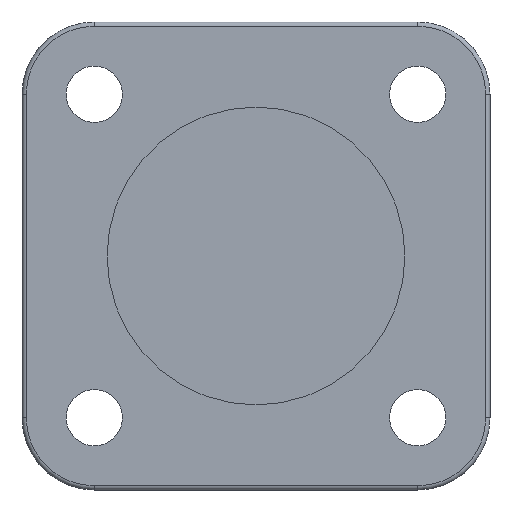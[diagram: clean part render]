
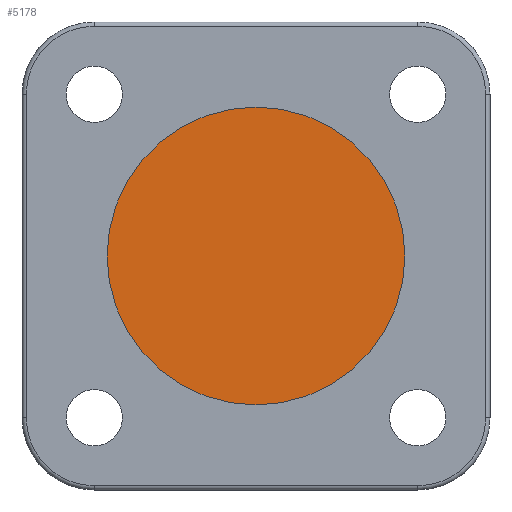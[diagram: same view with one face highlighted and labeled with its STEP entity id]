
A CAD part, front view. The second image highlights one B-rep face of the part: STEP entity #5178.
In plain terms, the highlighted planar face has unit normal (0, -1, 0).
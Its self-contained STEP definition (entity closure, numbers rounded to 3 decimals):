
#107 = EDGE_CURVE ( 'NONE', #5649, #953, #516, .T. ) ;
#281 = ORIENTED_EDGE ( 'NONE', *, *, #107, .T. ) ;
#432 = PLANE ( 'NONE',  #4898 ) ;
#516 = CIRCLE ( 'NONE', #3175, 17.5 ) ;
#953 = VERTEX_POINT ( 'NONE', #2438 ) ;
#1254 = DIRECTION ( 'NONE',  ( 0., 0., -1. ) ) ;
#1870 = CARTESIAN_POINT ( 'NONE',  ( 0., 5., 0. ) ) ;
#1939 = DIRECTION ( 'NONE',  ( 0., -1., 0. ) ) ;
#2438 = CARTESIAN_POINT ( 'NONE',  ( 0., 5., 17.5 ) ) ;
#2563 = CARTESIAN_POINT ( 'NONE',  ( 0., 5., 0. ) ) ;
#2821 = DIRECTION ( 'NONE',  ( 0., -1., 0. ) ) ;
#2921 = CIRCLE ( 'NONE', #5662, 17.5 ) ;
#2988 = DIRECTION ( 'NONE',  ( 0., -1., 0. ) ) ;
#3175 = AXIS2_PLACEMENT_3D ( 'NONE', #1870, #2988, #1254 ) ;
#3432 = ORIENTED_EDGE ( 'NONE', *, *, #4269, .T. ) ;
#3494 = CARTESIAN_POINT ( 'NONE',  ( 0., 5., 0. ) ) ;
#3800 = CARTESIAN_POINT ( 'NONE',  ( 0., 5., -17.5 ) ) ;
#3934 = EDGE_LOOP ( 'NONE', ( #281, #3432 ) ) ;
#4269 = EDGE_CURVE ( 'NONE', #953, #5649, #2921, .T. ) ;
#4898 = AXIS2_PLACEMENT_3D ( 'NONE', #3494, #1939, #5712 ) ;
#5055 = DIRECTION ( 'NONE',  ( 0., 0., -1. ) ) ;
#5065 = FACE_OUTER_BOUND ( 'NONE', #3934, .T. ) ;
#5178 = ADVANCED_FACE ( 'NONE', ( #5065 ), #432, .T. ) ;
#5649 = VERTEX_POINT ( 'NONE', #3800 ) ;
#5662 = AXIS2_PLACEMENT_3D ( 'NONE', #2563, #2821, #5055 ) ;
#5712 = DIRECTION ( 'NONE',  ( 0., 0., -1. ) ) ;
